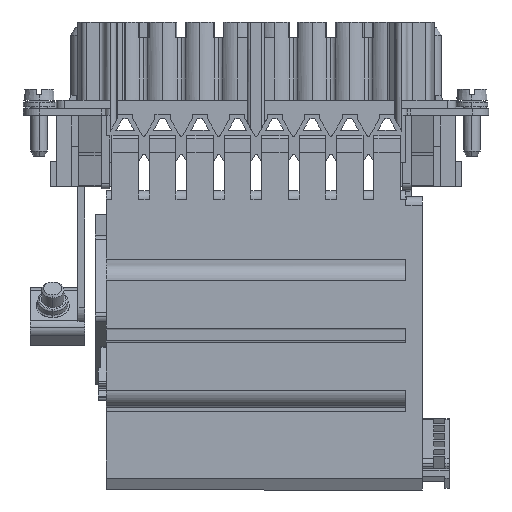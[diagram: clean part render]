
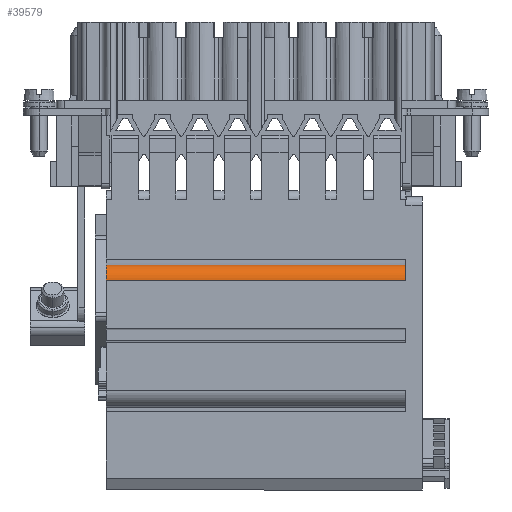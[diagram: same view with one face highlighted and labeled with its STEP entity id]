
A CAD part, left-side view. The second image highlights one B-rep face of the part: STEP entity #39579.
In plain terms, the highlighted cylindrical face has radius 2.8 mm (diameter 5.6 mm), a partial arc.
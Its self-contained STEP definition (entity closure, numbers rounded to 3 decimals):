
#38698=AXIS2_PLACEMENT_3D('Circle Axis2P3D',#38696,#38697,$) ;
#39566=AXIS2_PLACEMENT_3D('Cylinder Axis2P3D',#39563,#39564,#39565) ;
#32434=CARTESIAN_POINT('Vertex',(0.,20.114,37.577)) ;
#32437=CARTESIAN_POINT('Line Origine',(0.,46.914,37.577)) ;
#32441=CARTESIAN_POINT('Vertex',(0.,73.714,37.577)) ;
#38696=CARTESIAN_POINT('Axis2P3D Location',(2.8,73.714,37.577)) ;
#38700=CARTESIAN_POINT('Vertex',(2.075,73.714,40.282)) ;
#39536=CARTESIAN_POINT('Vertex',(2.075,20.114,40.282)) ;
#39540=CARTESIAN_POINT('Control Point',(0.,20.114,37.577)) ;
#39541=CARTESIAN_POINT('Control Point',(0.,20.114,37.905)) ;
#39542=CARTESIAN_POINT('Control Point',(0.048,20.114,38.233)) ;
#39543=CARTESIAN_POINT('Control Point',(0.144,20.114,38.552)) ;
#39544=CARTESIAN_POINT('Control Point',(0.426,20.114,39.151)) ;
#39545=CARTESIAN_POINT('Control Point',(0.869,20.114,39.645)) ;
#39546=CARTESIAN_POINT('Control Point',(1.125,20.114,39.857)) ;
#39547=CARTESIAN_POINT('Control Point',(1.475,20.114,40.069)) ;
#39548=CARTESIAN_POINT('Control Point',(1.854,20.114,40.214)) ;
#39549=CARTESIAN_POINT('Control Point',(1.927,20.114,40.239)) ;
#39550=CARTESIAN_POINT('Control Point',(2.001,20.114,40.262)) ;
#39551=CARTESIAN_POINT('Control Point',(2.075,20.114,40.282)) ;
#39563=CARTESIAN_POINT('Axis2P3D Location',(2.8,17.114,37.577)) ;
#39568=CARTESIAN_POINT('Line Origine',(2.075,17.114,40.282)) ;
#32438=DIRECTION('Vector Direction',(0.,-1.,0.)) ;
#38697=DIRECTION('Axis2P3D Direction',(-0.,-1.,0.)) ;
#39564=DIRECTION('Axis2P3D Direction',(0.,-1.,0.)) ;
#39565=DIRECTION('Axis2P3D XDirection',(1.,0.,0.)) ;
#39569=DIRECTION('Vector Direction',(0.,-1.,0.)) ;
#32439=VECTOR('Line Direction',#32438,1.) ;
#39570=VECTOR('Line Direction',#39569,1.) ;
#39574=ORIENTED_EDGE('',*,*,#38702,.T.) ;
#39575=ORIENTED_EDGE('',*,*,#32443,.T.) ;
#39576=ORIENTED_EDGE('',*,*,#39552,.T.) ;
#39577=ORIENTED_EDGE('',*,*,#39572,.T.) ;
#39579=ADVANCED_FACE('Standard_1\\_1848580000',(#39578),#39567,.T.) ;
#39539=B_SPLINE_CURVE_WITH_KNOTS('',5,(#39540,#39541,#39542,#39543,#39544,#39545,#39546,#39547,#39548,#39549,#39550,#39551),.UNSPECIFIED.,.F.,.U.,(6,3,3,6),(0.,2.319,4.637,5.183),.UNSPECIFIED.) ;
#38699=CIRCLE('generated circle',#38698,2.8) ;
#39567=CYLINDRICAL_SURFACE('generated cylinder',#39566,2.8) ;
#32443=EDGE_CURVE('',#32442,#32435,#32440,.T.) ;
#38702=EDGE_CURVE('',#38701,#32442,#38699,.T.) ;
#39552=EDGE_CURVE('',#32435,#39537,#39539,.T.) ;
#39572=EDGE_CURVE('',#39537,#38701,#39571,.F.) ;
#39573=EDGE_LOOP('',(#39574,#39575,#39576,#39577)) ;
#39578=FACE_OUTER_BOUND('',#39573,.T.) ;
#32440=LINE('Line',#32437,#32439) ;
#39571=LINE('Line',#39568,#39570) ;
#32435=VERTEX_POINT('',#32434) ;
#32442=VERTEX_POINT('',#32441) ;
#38701=VERTEX_POINT('',#38700) ;
#39537=VERTEX_POINT('',#39536) ;
